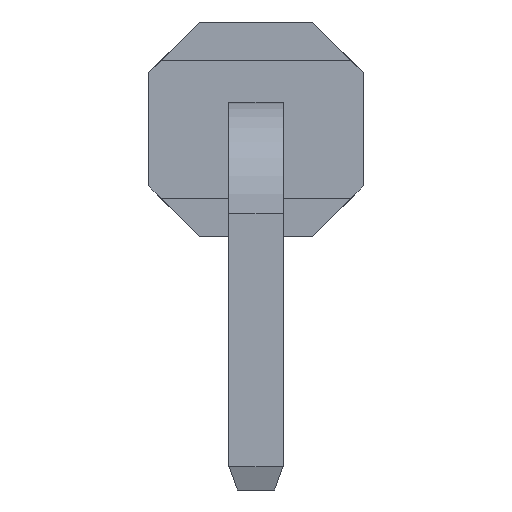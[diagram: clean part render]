
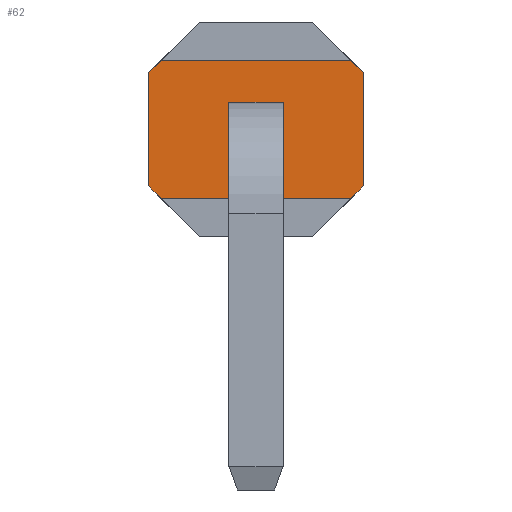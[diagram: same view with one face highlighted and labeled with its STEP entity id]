
A CAD part, front view. The second image highlights one B-rep face of the part: STEP entity #62.
In plain terms, the highlighted planar face has unit normal (0, -1, 0).
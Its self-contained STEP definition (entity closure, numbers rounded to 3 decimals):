
#62=ADVANCED_FACE('',(#386,#388),#390,.T.);
#386=FACE_BOUND('',#387,.T.);
#387=EDGE_LOOP('',(#645,#646,#647,#648,#649,#650,#651,#652));
#388=FACE_BOUND('',#389,.T.);
#389=EDGE_LOOP('',(#653,#654,#655,#656));
#390=PLANE('',#391);
#391=AXIS2_PLACEMENT_3D('',#392,#393,#394);
#392=CARTESIAN_POINT('',(0.,2.24,0.));
#393=DIRECTION('',(0.,-1.,-0.));
#394=DIRECTION('',(1.,0.,0.));
#645=ORIENTED_EDGE('',*,*,#821,.F.);
#646=ORIENTED_EDGE('',*,*,#822,.F.);
#647=ORIENTED_EDGE('',*,*,#823,.F.);
#648=ORIENTED_EDGE('',*,*,#824,.T.);
#649=ORIENTED_EDGE('',*,*,#825,.F.);
#650=ORIENTED_EDGE('',*,*,#826,.F.);
#651=ORIENTED_EDGE('',*,*,#827,.F.);
#652=ORIENTED_EDGE('',*,*,#828,.T.);
#653=ORIENTED_EDGE('',*,*,#829,.F.);
#654=ORIENTED_EDGE('',*,*,#830,.F.);
#655=ORIENTED_EDGE('',*,*,#831,.F.);
#656=ORIENTED_EDGE('',*,*,#832,.F.);
#821=EDGE_CURVE('',#921,#922,#923,.T.);
#822=EDGE_CURVE('',#924,#921,#925,.T.);
#823=EDGE_CURVE('',#926,#924,#927,.T.);
#824=EDGE_CURVE('',#926,#928,#929,.T.);
#825=EDGE_CURVE('',#930,#928,#931,.T.);
#826=EDGE_CURVE('',#932,#930,#933,.T.);
#827=EDGE_CURVE('',#934,#932,#935,.T.);
#828=EDGE_CURVE('',#934,#922,#936,.T.);
#829=EDGE_CURVE('',#937,#938,#939,.T.);
#830=EDGE_CURVE('',#940,#937,#941,.T.);
#831=EDGE_CURVE('',#942,#940,#943,.T.);
#832=EDGE_CURVE('',#938,#942,#944,.T.);
#921=VERTEX_POINT('',#1089);
#922=VERTEX_POINT('',#1090);
#923=LINE('',#1091,#1092);
#924=VERTEX_POINT('',#1094);
#925=LINE('',#1095,#1096);
#926=VERTEX_POINT('',#1098);
#927=LINE('',#1099,#1100);
#928=VERTEX_POINT('',#1102);
#929=LINE('',#1103,#1104);
#930=VERTEX_POINT('',#1106);
#931=LINE('',#1107,#1108);
#932=VERTEX_POINT('',#1110);
#933=LINE('',#1111,#1112);
#934=VERTEX_POINT('',#1114);
#935=LINE('',#1115,#1116);
#936=LINE('',#1118,#1119);
#937=VERTEX_POINT('',#1121);
#938=VERTEX_POINT('',#1122);
#939=LINE('',#1123,#1124);
#940=VERTEX_POINT('',#1126);
#941=LINE('',#1127,#1128);
#942=VERTEX_POINT('',#1130);
#943=LINE('',#1131,#1132);
#944=LINE('',#1134,#1135);
#1089=CARTESIAN_POINT('',(-1.27,2.24,1.94));
#1090=CARTESIAN_POINT('',(-1.12,2.24,2.09));
#1091=CARTESIAN_POINT('',(-1.27,2.24,1.94));
#1092=VECTOR('',#1093,1.);
#1093=DIRECTION('',(0.707,0.,0.707));
#1094=CARTESIAN_POINT('',(-1.27,2.24,0.6));
#1095=CARTESIAN_POINT('',(-1.27,2.24,0.6));
#1096=VECTOR('',#1097,1.);
#1097=DIRECTION('',(0.,0.,1.));
#1098=CARTESIAN_POINT('',(-1.12,2.24,0.45));
#1099=CARTESIAN_POINT('',(-1.12,2.24,0.45));
#1100=VECTOR('',#1101,1.);
#1101=DIRECTION('',(-0.707,0.,0.707));
#1102=CARTESIAN_POINT('',(1.12,2.24,0.45));
#1103=CARTESIAN_POINT('',(-1.12,2.24,0.45));
#1104=VECTOR('',#1105,1.);
#1105=DIRECTION('',(1.,0.,0.));
#1106=CARTESIAN_POINT('',(1.27,2.24,0.6));
#1107=CARTESIAN_POINT('',(1.27,2.24,0.6));
#1108=VECTOR('',#1109,1.);
#1109=DIRECTION('',(-0.707,0.,-0.707));
#1110=CARTESIAN_POINT('',(1.27,2.24,1.94));
#1111=CARTESIAN_POINT('',(1.27,2.24,1.94));
#1112=VECTOR('',#1113,1.);
#1113=DIRECTION('',(0.,0.,-1.));
#1114=CARTESIAN_POINT('',(1.12,2.24,2.09));
#1115=CARTESIAN_POINT('',(1.12,2.24,2.09));
#1116=VECTOR('',#1117,1.);
#1117=DIRECTION('',(0.707,0.,-0.707));
#1118=CARTESIAN_POINT('',(1.12,2.24,2.09));
#1119=VECTOR('',#1120,1.);
#1120=DIRECTION('',(-1.,0.,0.));
#1121=CARTESIAN_POINT('',(-0.32,2.24,1.59));
#1122=CARTESIAN_POINT('',(-0.32,2.24,0.95));
#1123=CARTESIAN_POINT('',(-0.32,2.24,1.59));
#1124=VECTOR('',#1125,1.);
#1125=DIRECTION('',(0.,0.,-1.));
#1126=CARTESIAN_POINT('',(0.32,2.24,1.59));
#1127=CARTESIAN_POINT('',(0.32,2.24,1.59));
#1128=VECTOR('',#1129,1.);
#1129=DIRECTION('',(-1.,0.,0.));
#1130=CARTESIAN_POINT('',(0.32,2.24,0.95));
#1131=CARTESIAN_POINT('',(0.32,2.24,0.95));
#1132=VECTOR('',#1133,1.);
#1133=DIRECTION('',(0.,0.,1.));
#1134=CARTESIAN_POINT('',(-0.32,2.24,0.95));
#1135=VECTOR('',#1136,1.);
#1136=DIRECTION('',(1.,0.,0.));
